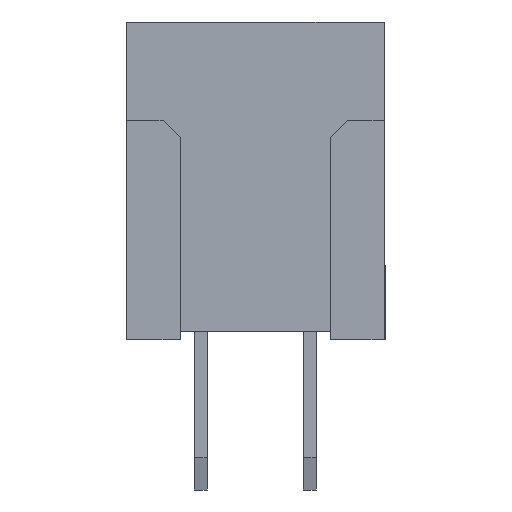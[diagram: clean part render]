
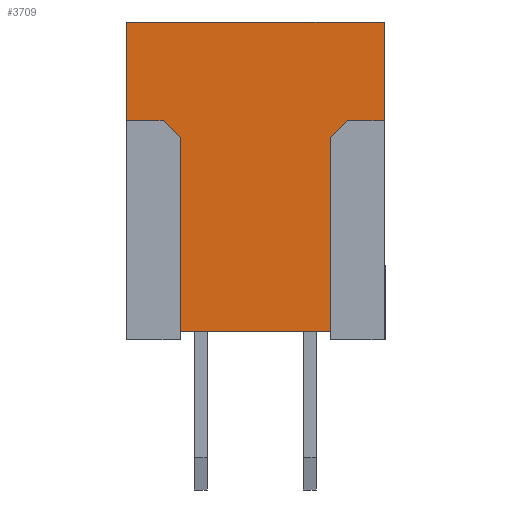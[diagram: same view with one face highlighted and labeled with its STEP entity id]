
A CAD part, left-side view. The second image highlights one B-rep face of the part: STEP entity #3709.
In plain terms, the highlighted planar face has unit normal (-1, 0, 0).
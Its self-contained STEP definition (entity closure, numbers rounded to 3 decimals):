
#3709=ADVANCED_FACE('',(#7206),#7208,.T.);
#7206=FACE_BOUND('',#7207,.T.);
#7207=EDGE_LOOP('',(#9954,#9955,#9956,#9957,#9958,#9959,#9960,#9961,#9962,#9963));
#7208=PLANE('',#7209);
#7209=AXIS2_PLACEMENT_3D('',#7210,#7211,#7212);
#7210=CARTESIAN_POINT('',(-11.55,-3.,0.2));
#7211=DIRECTION('',(-1.,0.,0.));
#7212=DIRECTION('',(0.,0.,1.));
#9954=ORIENTED_EDGE('',*,*,#11519,.T.);
#9955=ORIENTED_EDGE('',*,*,#11520,.T.);
#9956=ORIENTED_EDGE('',*,*,#11521,.T.);
#9957=ORIENTED_EDGE('',*,*,#11496,.T.);
#9958=ORIENTED_EDGE('',*,*,#11522,.T.);
#9959=ORIENTED_EDGE('',*,*,#11484,.F.);
#9960=ORIENTED_EDGE('',*,*,#11518,.T.);
#9961=ORIENTED_EDGE('',*,*,#11523,.T.);
#9962=ORIENTED_EDGE('',*,*,#11524,.T.);
#9963=ORIENTED_EDGE('',*,*,#11525,.F.);
#11484=EDGE_CURVE('',#13493,#13495,#13496,.T.);
#11496=EDGE_CURVE('',#13517,#13515,#13518,.T.);
#11518=EDGE_CURVE('',#13493,#13550,#13552,.F.);
#11519=EDGE_CURVE('',#13553,#13554,#13555,.F.);
#11520=EDGE_CURVE('',#13554,#13556,#13557,.F.);
#11521=EDGE_CURVE('',#13556,#13517,#13558,.F.);
#11522=EDGE_CURVE('',#13515,#13495,#13559,.T.);
#11523=EDGE_CURVE('',#13550,#13560,#13561,.F.);
#11524=EDGE_CURVE('',#13560,#13562,#13563,.F.);
#11525=EDGE_CURVE('',#13553,#13562,#13564,.T.);
#13493=VERTEX_POINT('',#17833);
#13495=VERTEX_POINT('',#17837);
#13496=LINE('',#17838,#17839);
#13515=VERTEX_POINT('',#17879);
#13517=VERTEX_POINT('',#17883);
#13518=LINE('',#17884,#17885);
#13550=VERTEX_POINT('',#17959);
#13552=LINE('',#17963,#17964);
#13553=VERTEX_POINT('',#17966);
#13554=VERTEX_POINT('',#17967);
#13555=LINE('',#17968,#17969);
#13556=VERTEX_POINT('',#17971);
#13557=LINE('',#17972,#17973);
#13558=LINE('',#17975,#17976);
#13559=LINE('',#17978,#17979);
#13560=VERTEX_POINT('',#17981);
#13561=LINE('',#17982,#17983);
#13562=VERTEX_POINT('',#17985);
#13563=LINE('',#17986,#17987);
#13564=LINE('',#17989,#17990);
#17833=CARTESIAN_POINT('',(-11.55,3.,5.1));
#17837=CARTESIAN_POINT('',(-11.55,3.,7.4));
#17838=CARTESIAN_POINT('',(-11.55,3.,5.1));
#17839=VECTOR('',#17840,1.);
#17840=DIRECTION('',(0.,0.,1.));
#17879=CARTESIAN_POINT('',(-11.55,-3.,7.4));
#17883=CARTESIAN_POINT('',(-11.55,-3.,5.1));
#17884=CARTESIAN_POINT('',(-11.55,-3.,5.1));
#17885=VECTOR('',#17886,1.);
#17886=DIRECTION('',(0.,0.,1.));
#17959=CARTESIAN_POINT('',(-11.55,2.15,5.1));
#17963=CARTESIAN_POINT('',(-11.55,2.15,5.1));
#17964=VECTOR('',#17965,1.);
#17965=DIRECTION('',(0.,1.,0.));
#17966=CARTESIAN_POINT('',(-11.55,-1.75,0.2));
#17967=CARTESIAN_POINT('',(-11.55,-1.75,4.7));
#17968=CARTESIAN_POINT('',(-11.55,-1.75,4.7));
#17969=VECTOR('',#17970,1.);
#17970=DIRECTION('',(0.,0.,-1.));
#17971=CARTESIAN_POINT('',(-11.55,-2.15,5.1));
#17972=CARTESIAN_POINT('',(-11.55,-2.15,5.1));
#17973=VECTOR('',#17974,1.);
#17974=DIRECTION('',(0.,0.707,-0.707));
#17975=CARTESIAN_POINT('',(-11.55,-3.,5.1));
#17976=VECTOR('',#17977,1.);
#17977=DIRECTION('',(0.,1.,0.));
#17978=CARTESIAN_POINT('',(-11.55,-3.,7.4));
#17979=VECTOR('',#17980,1.);
#17980=DIRECTION('',(0.,1.,0.));
#17981=CARTESIAN_POINT('',(-11.55,1.75,4.7));
#17982=CARTESIAN_POINT('',(-11.55,1.75,4.7));
#17983=VECTOR('',#17984,1.);
#17984=DIRECTION('',(0.,0.707,0.707));
#17985=CARTESIAN_POINT('',(-11.55,1.75,0.2));
#17986=CARTESIAN_POINT('',(-11.55,1.75,0.2));
#17987=VECTOR('',#17988,1.);
#17988=DIRECTION('',(0.,0.,1.));
#17989=CARTESIAN_POINT('',(-11.55,-1.75,0.2));
#17990=VECTOR('',#17991,1.);
#17991=DIRECTION('',(0.,1.,0.));
